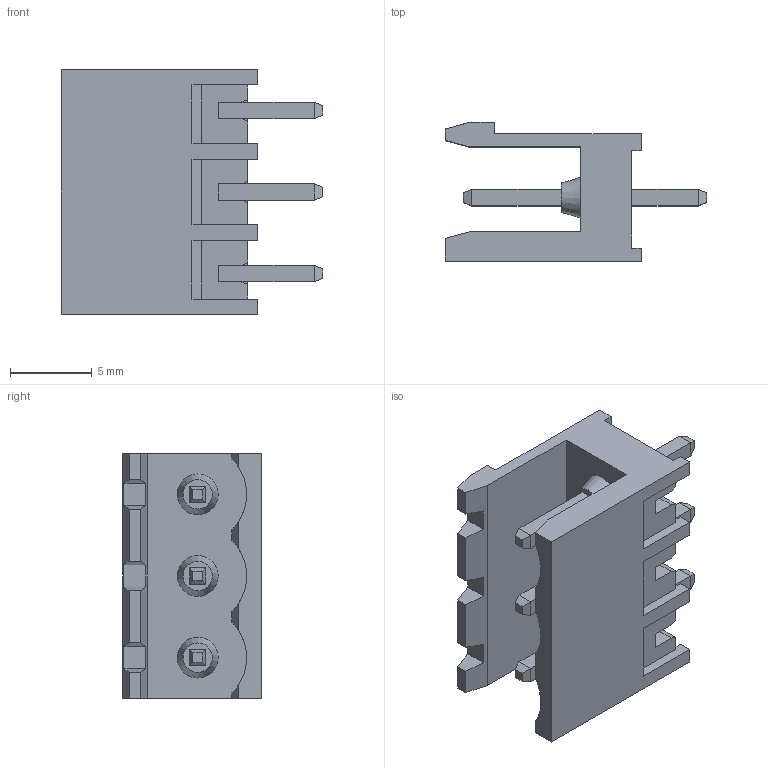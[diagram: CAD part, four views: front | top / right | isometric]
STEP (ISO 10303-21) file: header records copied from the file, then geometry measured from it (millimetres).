
FILE_DESCRIPTION(('STEP AP214'),'1');
FILE_NAME('PV03-5-V.stp','2021-04-01T07:42:48',(' '),(' '),'Spatial InterOp 3D',' ',' ');
FILE_SCHEMA(('automotive_design'));
Length unit declared in the file: metre
Products named in the file (1): 1
Bounding box: 16 x 8.5 x 15 mm (x, y, z)
Volume: 644 mm3; surface area: 1169.4 mm2
Topology: 1 solids, 1 shells, 204 faces, 543 edges, 353 vertices
Faces by surface type: plane 193, cylinder 7, cone 3, extrusion 1
Entity records: 7807 total; most frequent: CARTESIAN_POINT 1118, ORIENTED_EDGE 1074, DIRECTION 962, EDGE_CURVE 537, VECTOR 502, LINE 501, VERTEX_POINT 350, AXIS2_PLACEMENT_3D 230
